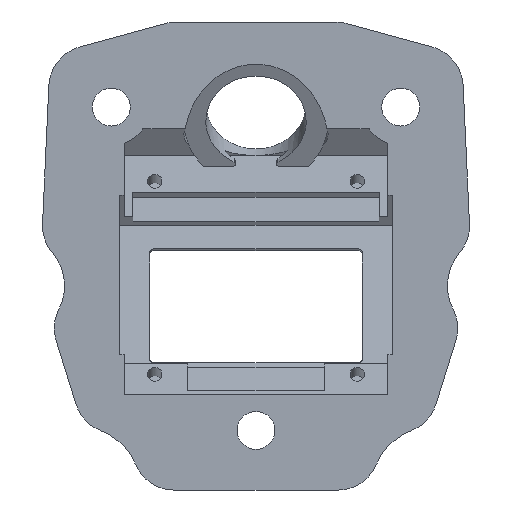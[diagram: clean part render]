
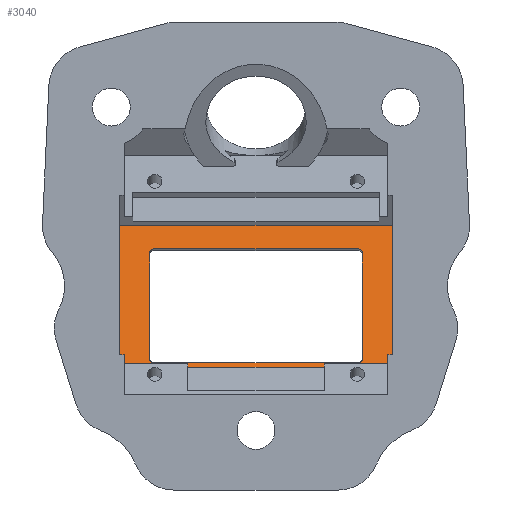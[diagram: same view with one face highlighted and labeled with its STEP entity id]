
A CAD part, front view. The second image highlights one B-rep face of the part: STEP entity #3040.
In plain terms, the highlighted planar face has unit normal (0, -0.961, 0.276).
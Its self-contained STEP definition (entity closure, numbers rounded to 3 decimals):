
#144=FACE_BOUND('',#912,.T.);
#277=LINE('',#8496,#457);
#281=LINE('',#8505,#461);
#286=LINE('',#8519,#466);
#287=LINE('',#8521,#467);
#302=LINE('',#8554,#482);
#314=LINE('',#8578,#494);
#317=LINE('',#8583,#497);
#321=LINE('',#8589,#501);
#457=VECTOR('',#4056,10.);
#461=VECTOR('',#4066,10.);
#466=VECTOR('',#4081,10.);
#467=VECTOR('',#4084,10.);
#482=VECTOR('',#4113,10.);
#494=VECTOR('',#4135,10.);
#497=VECTOR('',#4140,10.);
#501=VECTOR('',#4146,10.);
#558=PLANE('',#3370);
#717=FACE_OUTER_BOUND('',#911,.T.);
#911=EDGE_LOOP('',(#2636,#2637,#2638,#2639));
#912=EDGE_LOOP('',(#2640,#2641,#2642,#2643,#2644,#2645,#2646,#2647));
#1074=CIRCLE('',#3348,0.5);
#1075=CIRCLE('',#3351,0.5);
#1076=CIRCLE('',#3353,0.5);
#1077=CIRCLE('',#3357,0.5);
#1412=VERTEX_POINT('',#8493);
#1413=VERTEX_POINT('',#8495);
#1414=VERTEX_POINT('',#8499);
#1415=VERTEX_POINT('',#8503);
#1416=VERTEX_POINT('',#8507);
#1417=VERTEX_POINT('',#8511);
#1418=VERTEX_POINT('',#8513);
#1419=VERTEX_POINT('',#8517);
#1429=VERTEX_POINT('',#8551);
#1430=VERTEX_POINT('',#8553);
#1437=VERTEX_POINT('',#8577);
#1438=VERTEX_POINT('',#8582);
#1817=EDGE_CURVE('',#1412,#1413,#277,.T.);
#1820=EDGE_CURVE('',#1414,#1412,#1074,.T.);
#1822=EDGE_CURVE('',#1415,#1414,#281,.T.);
#1824=EDGE_CURVE('',#1416,#1415,#1075,.T.);
#1826=EDGE_CURVE('',#1417,#1418,#1076,.T.);
#1829=EDGE_CURVE('',#1419,#1417,#286,.T.);
#1830=EDGE_CURVE('',#1418,#1416,#287,.T.);
#1831=EDGE_CURVE('',#1413,#1419,#1077,.T.);
#1846=EDGE_CURVE('',#1429,#1430,#302,.T.);
#1858=EDGE_CURVE('',#1430,#1437,#314,.T.);
#1861=EDGE_CURVE('',#1437,#1438,#317,.T.);
#1865=EDGE_CURVE('',#1438,#1429,#321,.T.);
#2636=ORIENTED_EDGE('',*,*,#1858,.F.);
#2637=ORIENTED_EDGE('',*,*,#1846,.F.);
#2638=ORIENTED_EDGE('',*,*,#1865,.F.);
#2639=ORIENTED_EDGE('',*,*,#1861,.F.);
#2640=ORIENTED_EDGE('',*,*,#1829,.F.);
#2641=ORIENTED_EDGE('',*,*,#1831,.F.);
#2642=ORIENTED_EDGE('',*,*,#1817,.F.);
#2643=ORIENTED_EDGE('',*,*,#1820,.F.);
#2644=ORIENTED_EDGE('',*,*,#1822,.F.);
#2645=ORIENTED_EDGE('',*,*,#1824,.F.);
#2646=ORIENTED_EDGE('',*,*,#1830,.F.);
#2647=ORIENTED_EDGE('',*,*,#1826,.F.);
#3040=ADVANCED_FACE('',(#717,#144),#558,.F.);
#3348=AXIS2_PLACEMENT_3D('',#8501,#4061,#4062);
#3351=AXIS2_PLACEMENT_3D('',#8509,#4070,#4071);
#3353=AXIS2_PLACEMENT_3D('',#8514,#4075,#4076);
#3357=AXIS2_PLACEMENT_3D('',#8523,#4087,#4088);
#3370=AXIS2_PLACEMENT_3D('',#8590,#4147,#4148);
#4056=DIRECTION('',(0.,0.276,0.961));
#4061=DIRECTION('center_axis',(0.,-0.961,
0.276));
#4062=DIRECTION('ref_axis',(0.707,-0.195,-0.68));
#4066=DIRECTION('',(1.,0.,0.));
#4070=DIRECTION('center_axis',(0.,-0.961,
0.276));
#4071=DIRECTION('ref_axis',(-0.707,-0.195,-0.68));
#4075=DIRECTION('center_axis',(0.,-0.961,
0.276));
#4076=DIRECTION('ref_axis',(-0.707,0.195,0.68));
#4081=DIRECTION('',(-1.,0.,0.));
#4084=DIRECTION('',(0.,-0.276,-0.961));
#4087=DIRECTION('center_axis',(0.,-0.961,
0.276));
#4088=DIRECTION('ref_axis',(0.707,0.195,0.68));
#4113=DIRECTION('',(-1.,0.,0.));
#4135=DIRECTION('',(0.,0.276,0.961));
#4140=DIRECTION('',(1.,0.,0.));
#4146=DIRECTION('',(0.,-0.276,-0.961));
#4147=DIRECTION('center_axis',(0.,0.961,
-0.276));
#4148=DIRECTION('ref_axis',(0.,0.276,0.961));
#8493=CARTESIAN_POINT('',(12.5,7.869,15.422));
#8495=CARTESIAN_POINT('',(12.5,11.441,27.862));
#8496=CARTESIAN_POINT('',(12.5,8.808,18.692));
#8499=CARTESIAN_POINT('',(12.,7.73,14.941));
#8501=CARTESIAN_POINT('Origin',(12.,7.869,15.422));
#8503=CARTESIAN_POINT('',(-12.,7.73,14.941));
#8505=CARTESIAN_POINT('',(-6.25,7.73,14.941));
#8507=CARTESIAN_POINT('',(-12.5,7.869,15.422));
#8509=CARTESIAN_POINT('Origin',(-12.,7.869,15.422));
#8511=CARTESIAN_POINT('',(-12.,11.579,28.343));
#8513=CARTESIAN_POINT('',(-12.5,11.441,27.862));
#8514=CARTESIAN_POINT('Origin',(-12.,11.441,27.862));
#8517=CARTESIAN_POINT('',(12.,11.579,28.343));
#8519=CARTESIAN_POINT('',(6.25,11.579,28.343));
#8521=CARTESIAN_POINT('',(-12.5,10.732,25.392));
#8523=CARTESIAN_POINT('Origin',(12.,11.441,27.862));
#8551=CARTESIAN_POINT('',(16.,7.4,13.792));
#8553=CARTESIAN_POINT('',(-16.,7.4,13.792));
#8554=CARTESIAN_POINT('',(17.,7.4,13.792));
#8577=CARTESIAN_POINT('',(-16.,12.369,31.092));
#8578=CARTESIAN_POINT('',(-16.,7.262,13.311));
#8582=CARTESIAN_POINT('',(16.,12.369,31.092));
#8583=CARTESIAN_POINT('',(-17.,12.369,31.092));
#8589=CARTESIAN_POINT('',(16.,12.783,32.534));
#8590=CARTESIAN_POINT('Origin',(0.,9.885,22.442));
